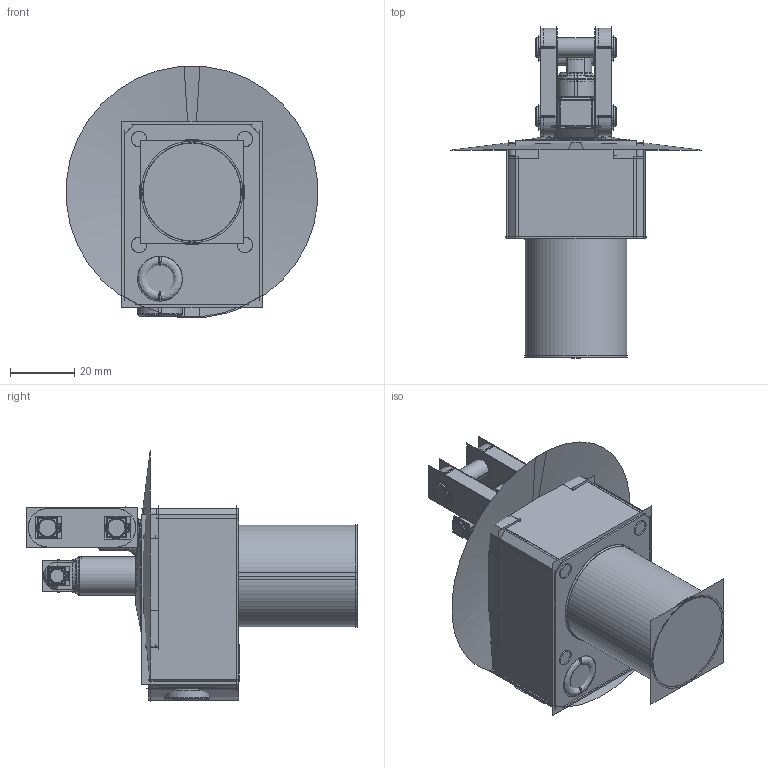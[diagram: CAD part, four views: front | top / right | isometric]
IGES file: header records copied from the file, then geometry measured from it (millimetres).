
Start section:  PTC IGES file: ilcmv41611200.igs
Global section: file name: ilcmv41611200.igs; native system: Creo Parametric by Parametric Technology Corporation; preprocessor: 2013320; author: ngp; organization: Unknown; date: 20181106.141614; units: millimetre
Bounding box: 78.3 x 103.4 x 78.44 mm (x, y, z)
Surface area: 60608.1 mm2 (no closed solid volume)
Topology: 0 solids, 0 shells, 684 faces, 8692 edges, 10665 vertices
Faces by surface type: revolution 436, bspline 248
